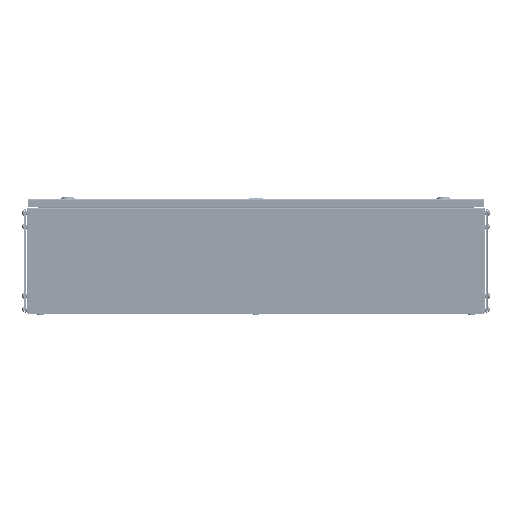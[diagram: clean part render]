
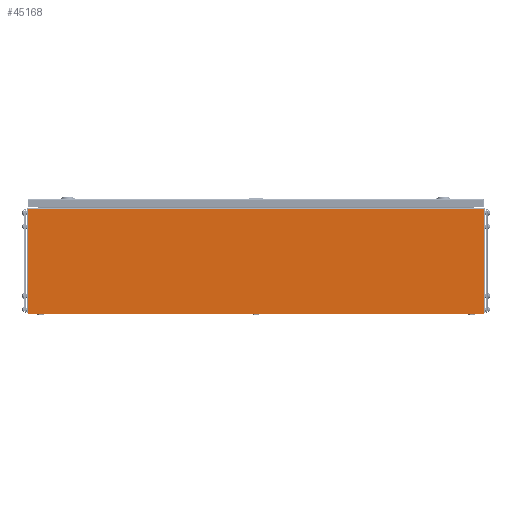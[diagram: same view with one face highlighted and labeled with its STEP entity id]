
A CAD part, left-side view. The second image highlights one B-rep face of the part: STEP entity #45168.
In plain terms, the highlighted planar face has unit normal (-1, 0, 0).
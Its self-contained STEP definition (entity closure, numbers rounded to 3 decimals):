
#2868 = CARTESIAN_POINT ( 'NONE',  ( -250., -495.5, 1. ) ) ;
#4390 = VECTOR ( 'NONE', #76909, 1000. ) ;
#6347 = CARTESIAN_POINT ( 'NONE',  ( -250., 495.5, 1. ) ) ;
#6484 = VERTEX_POINT ( 'NONE', #15627 ) ;
#8081 = DIRECTION ( 'NONE',  ( 0., 1., 0. ) ) ;
#12572 = ORIENTED_EDGE ( 'NONE', *, *, #61521, .T. ) ;
#13424 = LINE ( 'NONE', #60059, #57293 ) ;
#15627 = CARTESIAN_POINT ( 'NONE',  ( -250., 495.5, 1. ) ) ;
#21673 = LINE ( 'NONE', #6347, #64214 ) ;
#22468 = PLANE ( 'NONE',  #50799 ) ;
#23857 = ORIENTED_EDGE ( 'NONE', *, *, #78118, .T. ) ;
#28620 = LINE ( 'NONE', #62058, #71918 ) ;
#29115 = DIRECTION ( 'NONE',  ( 0., 1., 0. ) ) ;
#34066 = FACE_OUTER_BOUND ( 'NONE', #67542, .T. ) ;
#36504 = DIRECTION ( 'NONE',  ( 0., 0., 1. ) ) ;
#37729 = CARTESIAN_POINT ( 'NONE',  ( -250., -495.5, 227.5 ) ) ;
#42471 = ORIENTED_EDGE ( 'NONE', *, *, #64894, .T. ) ;
#43146 = DIRECTION ( 'NONE',  ( 0., 0., -1. ) ) ;
#45168 = ADVANCED_FACE ( 'NONE', ( #34066 ), #22468, .F. ) ;
#46567 = VERTEX_POINT ( 'NONE', #72743 ) ;
#50031 = CARTESIAN_POINT ( 'NONE',  ( -250., 495.5, 0. ) ) ;
#50799 = AXIS2_PLACEMENT_3D ( 'NONE', #60913, #69580, #43146 ) ;
#57293 = VECTOR ( 'NONE', #29115, 1000. ) ;
#60059 = CARTESIAN_POINT ( 'NONE',  ( -250., -495.5, 227.5 ) ) ;
#60913 = CARTESIAN_POINT ( 'NONE',  ( -250., 0., 0. ) ) ;
#61521 = EDGE_CURVE ( 'NONE', #46567, #6484, #83045, .T. ) ;
#62058 = CARTESIAN_POINT ( 'NONE',  ( -250., -495.5, 0. ) ) ;
#64214 = VECTOR ( 'NONE', #8081, 1000. ) ;
#64894 = EDGE_CURVE ( 'NONE', #84731, #76244, #28620, .T. ) ;
#67542 = EDGE_LOOP ( 'NONE', ( #23857, #12572, #74737, #42471 ) ) ;
#69580 = DIRECTION ( 'NONE',  ( 1., 0., 0. ) ) ;
#71918 = VECTOR ( 'NONE', #36504, 1000. ) ;
#72743 = CARTESIAN_POINT ( 'NONE',  ( -250., 495.5, 227.5 ) ) ;
#73541 = EDGE_CURVE ( 'NONE', #84731, #6484, #21673, .T. ) ;
#74737 = ORIENTED_EDGE ( 'NONE', *, *, #73541, .F. ) ;
#76244 = VERTEX_POINT ( 'NONE', #37729 ) ;
#76909 = DIRECTION ( 'NONE',  ( 0., 0., -1. ) ) ;
#78118 = EDGE_CURVE ( 'NONE', #76244, #46567, #13424, .T. ) ;
#83045 = LINE ( 'NONE', #50031, #4390 ) ;
#84731 = VERTEX_POINT ( 'NONE', #2868 ) ;
